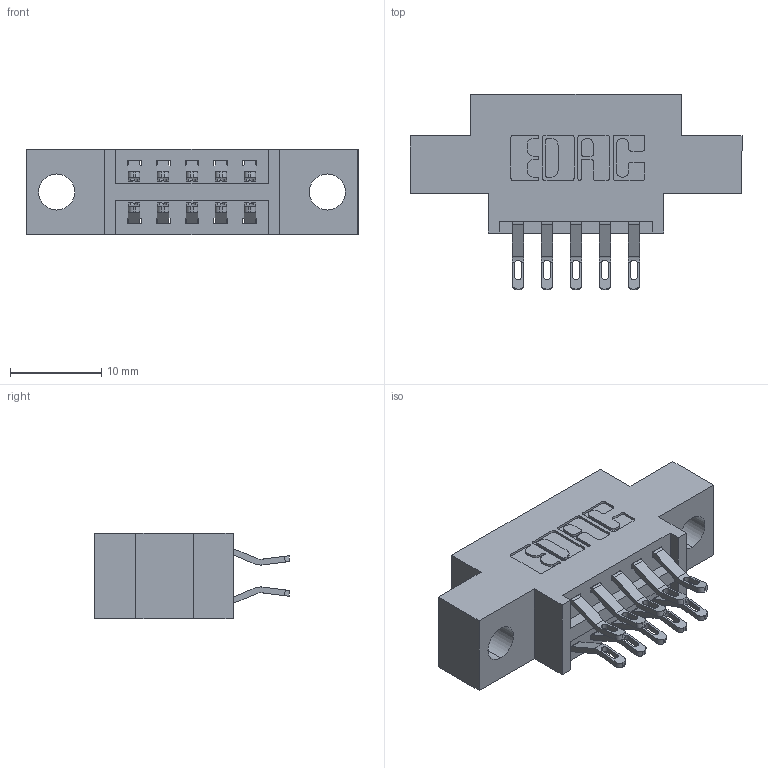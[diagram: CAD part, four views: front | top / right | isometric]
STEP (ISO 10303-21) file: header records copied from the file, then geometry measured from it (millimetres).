
FILE_DESCRIPTION (( 'STEP AP203' ), '1' );
FILE_NAME ('346-010-555-804.STEP', '2022-05-17T17:52:20', ( '' ), ( '' ), 'SwSTEP 2.0', 'SolidWorks 2020', '' );
FILE_SCHEMA (( 'CONFIG_CONTROL_DESIGN' ));
Length unit declared in the file: inch
Products named in the file (3): 346 Part_0.170 Offset - 0.156 Dia-TH; 345-292-001_555 Tail; 346-010-555-804
Assembly tree (11 placements, depth 2):
  346-010-555-804
    346 Part_0.170 Offset - 0.156 Dia-TH
    345-292-001_555 Tail  x10
Bounding box: 36.45 x 21.46 x 9.4 mm (x, y, z)
Volume: 3035.3 mm3; surface area: 3721.6 mm2
Topology: 11 solids, 11 shells, 720 faces, 2207 edges, 1470 vertices
Faces by surface type: plane 424, cylinder 296
Entity records: 9121 total; most frequent: CARTESIAN_POINT 1596, ORIENTED_EDGE 1498, DIRECTION 1425, EDGE_CURVE 749, VECTOR 577, LINE 577, VERTEX_POINT 498, AXIS2_PLACEMENT_3D 424
